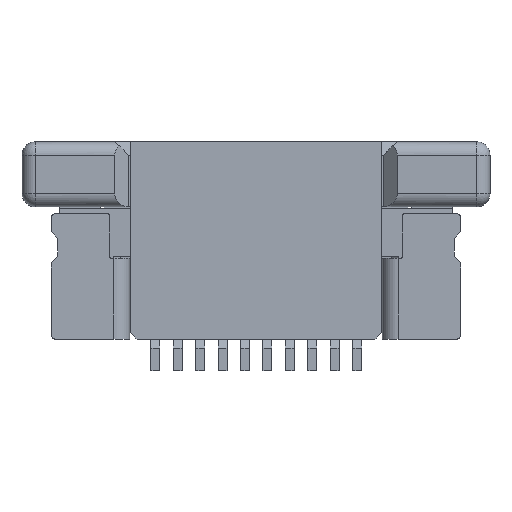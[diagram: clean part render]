
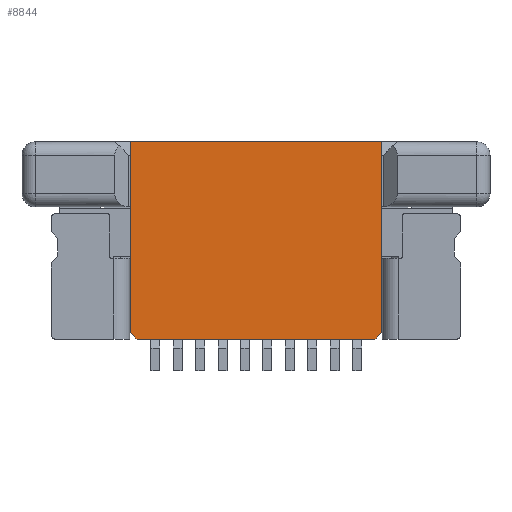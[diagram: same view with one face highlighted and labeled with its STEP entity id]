
A CAD part, front view. The second image highlights one B-rep face of the part: STEP entity #8844.
In plain terms, the highlighted planar face has unit normal (0, -1, 0).
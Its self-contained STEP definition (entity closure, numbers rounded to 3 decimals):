
#544=DIRECTION('',(1.,0.,0.));
#545=VECTOR('',#544,5.3);
#546=CARTESIAN_POINT('',(-2.65,-1.,-4.4));
#547=LINE('',#546,#545);
#1394=DIRECTION('',(0.,0.,-1.));
#1395=VECTOR('',#1394,4.26);
#1396=CARTESIAN_POINT('',(2.8,-1.,0.01));
#1397=LINE('',#1396,#1395);
#3286=DIRECTION('',(0.707,0.,-0.707));
#3287=VECTOR('',#3286,0.212);
#3288=CARTESIAN_POINT('',(-2.8,-1.,-4.25));
#3289=LINE('',#3288,#3287);
#3290=DIRECTION('',(0.,0.,-1.));
#3291=VECTOR('',#3290,4.26);
#3292=CARTESIAN_POINT('',(-2.8,-1.,0.01));
#3293=LINE('',#3292,#3291);
#3294=DIRECTION('',(1.,0.,0.));
#3295=VECTOR('',#3294,5.6);
#3296=CARTESIAN_POINT('',(-2.8,-1.,0.01));
#3297=LINE('',#3296,#3295);
#3298=DIRECTION('',(0.707,0.,0.707));
#3299=VECTOR('',#3298,0.212);
#3300=CARTESIAN_POINT('',(2.65,-1.,-4.4));
#3301=LINE('',#3300,#3299);
#3856=CARTESIAN_POINT('',(-2.8,-1.,0.01));
#3857=CARTESIAN_POINT('',(2.8,-1.,0.01));
#3858=VERTEX_POINT('',#3856);
#3859=VERTEX_POINT('',#3857);
#3898=CARTESIAN_POINT('',(-2.8,-1.,-4.25));
#3899=VERTEX_POINT('',#3898);
#3900=CARTESIAN_POINT('',(-2.65,-1.,-4.4));
#3901=VERTEX_POINT('',#3900);
#3902=CARTESIAN_POINT('',(2.65,-1.,-4.4));
#3903=CARTESIAN_POINT('',(2.8,-1.,-4.25));
#3904=VERTEX_POINT('',#3902);
#3905=VERTEX_POINT('',#3903);
#8830=CARTESIAN_POINT('',(2.65,-1.,-4.4));
#8831=DIRECTION('',(0.,-1.,0.));
#8832=DIRECTION('',(-1.,0.,0.));
#8833=AXIS2_PLACEMENT_3D('',#8830,#8831,#8832);
#8834=PLANE('',#8833);
#8835=ORIENTED_EDGE('',*,*,#5257,.F.);
#8836=ORIENTED_EDGE('',*,*,#5280,.F.);
#8837=ORIENTED_EDGE('',*,*,#8824,.T.);
#8838=ORIENTED_EDGE('',*,*,#5996,.T.);
#8840=ORIENTED_EDGE('',*,*,#8839,.F.);
#8841=ORIENTED_EDGE('',*,*,#5065,.F.);
#8842=EDGE_LOOP('',(#8835,#8836,#8837,#8838,#8840,#8841));
#8843=FACE_OUTER_BOUND('',#8842,.F.);
#5065=EDGE_CURVE('',#3901,#3904,#547,.T.);
#5257=EDGE_CURVE('',#3899,#3901,#3289,.T.);
#5280=EDGE_CURVE('',#3858,#3899,#3293,.T.);
#5996=EDGE_CURVE('',#3859,#3905,#1397,.T.);
#8824=EDGE_CURVE('',#3858,#3859,#3297,.T.);
#8839=EDGE_CURVE('',#3904,#3905,#3301,.T.);
#8844=ADVANCED_FACE('',(#8843),#8834,.T.);
